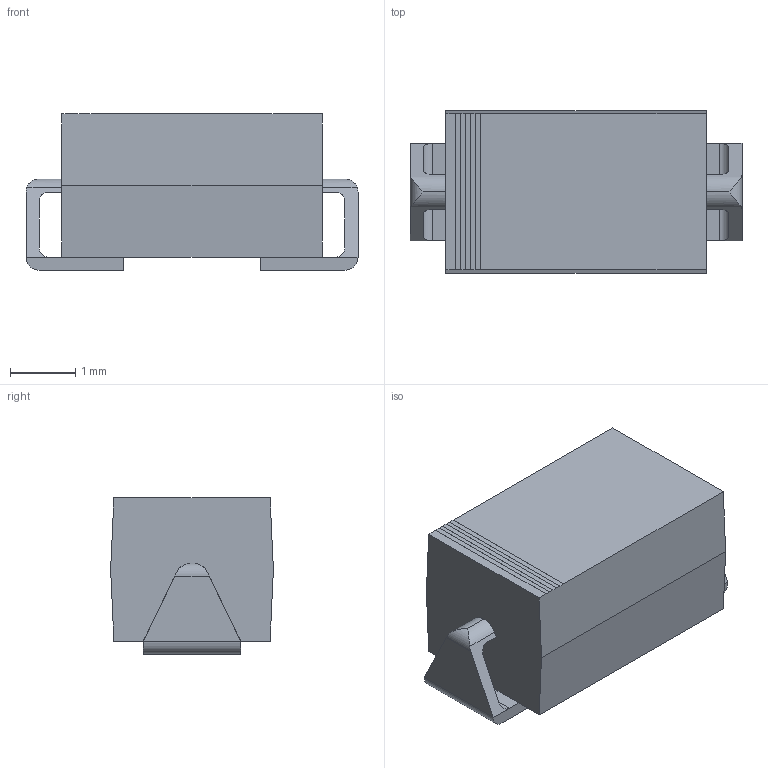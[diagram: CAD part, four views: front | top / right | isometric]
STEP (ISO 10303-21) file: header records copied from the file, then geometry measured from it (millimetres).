
FILE_DESCRIPTION(('FreeCAD Model'),'2;1');
FILE_NAME( 'SS34.step', '2020-03-07T17:29:27',('kicad StepUp'),('ksu MCAD'), 'Open CASCADE STEP processor 7.3','FreeCAD','Unknown');
FILE_SCHEMA(('AUTOMOTIVE_DESIGN { 1 0 10303 214 1 1 1 1 }'));
Length unit declared in the file: millimetre
Products named in the file (1): SS34
Bounding box: 5.1 x 2.5 x 2.4 mm (x, y, z)
Volume: 22.5 mm3; surface area: 65 mm2
Topology: 3 solids, 3 shells, 65 faces, 154 edges, 96 vertices
Faces by surface type: plane 53, cylinder 12
Entity records: 2421 total; most frequent: CARTESIAN_POINT 452, ORIENTED_EDGE 308, DIRECTION 302, EDGE_CURVE 154, LINE 130, VECTOR 130, VERTEX_POINT 96, AXIS2_PLACEMENT_3D 86
